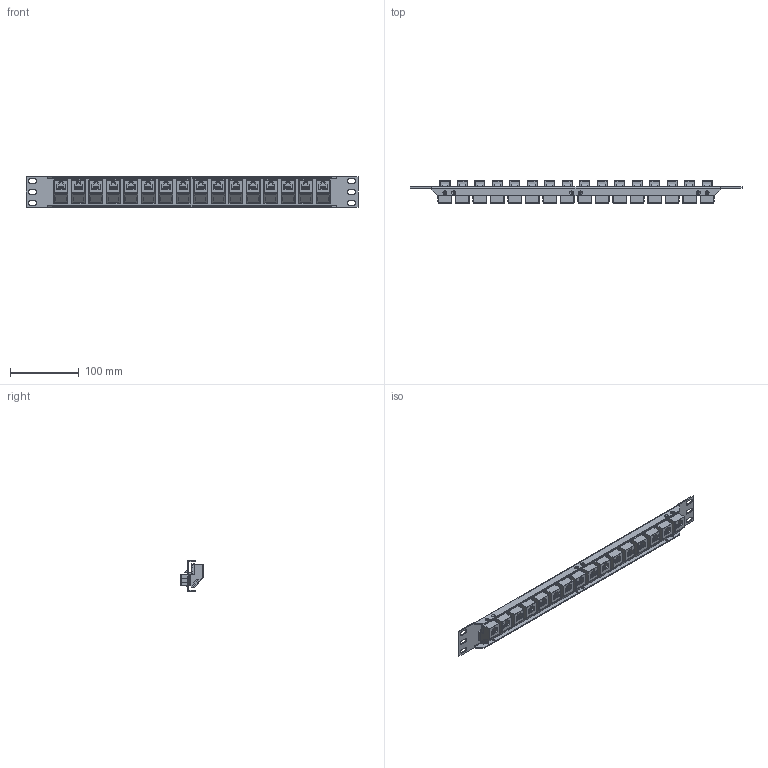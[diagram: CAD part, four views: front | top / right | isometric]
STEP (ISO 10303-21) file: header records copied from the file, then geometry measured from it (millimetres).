
FILE_DESCRIPTION (( 'STEP AP214' ), '1' );
FILE_NAME ('PR175UT568S.STEP', '2017-05-25T13:38:08', ( 'L-Com' ), ( 'L-Com Global Connectivity' ), 'SwSTEP 2.0', 'SolidWorks 2014', '' );
FILE_SCHEMA (( 'AUTOMOTIVE_DESIGN' ));
Length unit declared in the file: inch
Products named in the file (3): UJ5T568S; PR175UJ16B; PR175UT568S
Assembly tree (17 placements, depth 2):
  PR175UT568S
    PR175UJ16B
    UJ5T568S  x16
Bounding box: 482.6 x 32.38 x 43.94 mm (x, y, z)
Volume: 226638.2 mm3; surface area: 135430.5 mm2
Topology: 17 solids, 17 shells, 4629 faces, 11944 edges, 7424 vertices
Faces by surface type: plane 2805, cylinder 816, bspline 664, torus 160, sphere 160, cone 24
Entity records: 37390 total; most frequent: CARTESIAN_POINT 12019, ORIENTED_EDGE 4368, DIRECTION 3356, EDGE_CURVE 2184, LINE 1626, VECTOR 1626, VERTEX_POINT 1424, EDGE_LOOP 974
